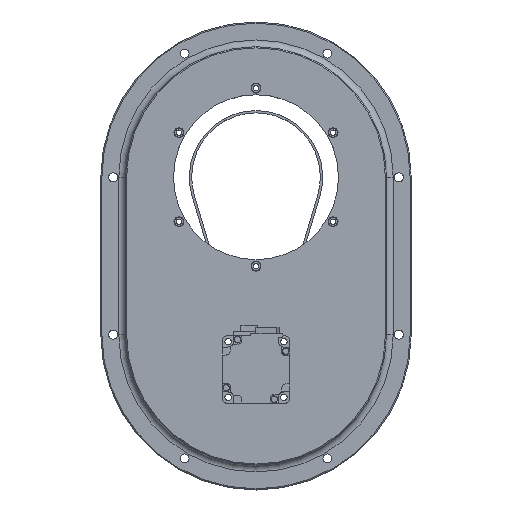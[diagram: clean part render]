
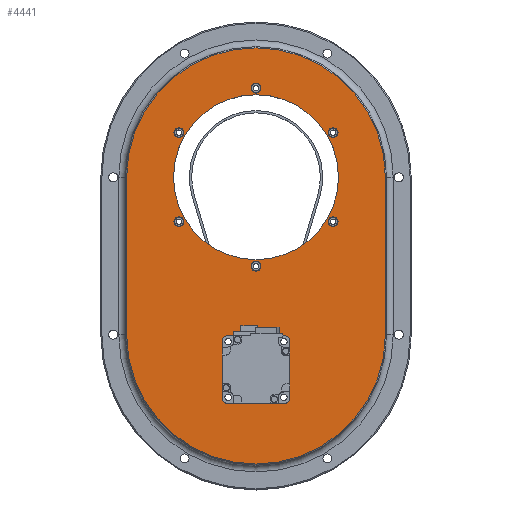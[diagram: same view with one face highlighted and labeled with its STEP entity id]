
A CAD part, top view. The second image highlights one B-rep face of the part: STEP entity #4441.
In plain terms, the highlighted face is planar.
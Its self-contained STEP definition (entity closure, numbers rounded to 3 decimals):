
#76=FACE_BOUND('',#670,.T.);
#77=FACE_BOUND('',#671,.T.);
#78=FACE_BOUND('',#672,.T.);
#79=FACE_BOUND('',#673,.T.);
#80=FACE_BOUND('',#674,.T.);
#81=FACE_BOUND('',#675,.T.);
#82=FACE_BOUND('',#676,.T.);
#83=FACE_BOUND('',#677,.T.);
#84=FACE_BOUND('',#678,.T.);
#85=FACE_BOUND('',#679,.T.);
#86=FACE_BOUND('',#680,.T.);
#87=FACE_BOUND('',#681,.T.);
#274=PLANE('',#4869);
#412=FACE_OUTER_BOUND('',#669,.T.);
#669=EDGE_LOOP('',(#2979,#2980,#2981,#2982));
#670=EDGE_LOOP('',(#2983));
#671=EDGE_LOOP('',(#2984));
#672=EDGE_LOOP('',(#2985));
#673=EDGE_LOOP('',(#2986));
#674=EDGE_LOOP('',(#2987));
#675=EDGE_LOOP('',(#2988));
#676=EDGE_LOOP('',(#2989));
#677=EDGE_LOOP('',(#2990));
#678=EDGE_LOOP('',(#2991));
#679=EDGE_LOOP('',(#2992));
#680=EDGE_LOOP('',(#2993));
#681=EDGE_LOOP('',(#2994));
#1012=CIRCLE('',#4860,115.);
#1014=CIRCLE('',#4864,115.);
#1016=CIRCLE('',#4870,2.4);
#1017=CIRCLE('',#4871,2.4);
#1018=CIRCLE('',#4872,2.4);
#1019=CIRCLE('',#4873,2.4);
#1020=CIRCLE('',#4874,2.4);
#1021=CIRCLE('',#4875,2.4);
#1022=CIRCLE('',#4876,73.3);
#1023=CIRCLE('',#4877,25.);
#1024=CIRCLE('',#4878,3.);
#1025=CIRCLE('',#4879,3.);
#1026=CIRCLE('',#4880,3.);
#1027=CIRCLE('',#4881,3.);
#1277=LINE('',#6804,#1619);
#1280=LINE('',#6813,#1622);
#1619=VECTOR('',#5402,10.);
#1622=VECTOR('',#5413,10.);
#1957=VERTEX_POINT('',#6791);
#1960=VERTEX_POINT('',#6796);
#1961=VERTEX_POINT('',#6800);
#1963=VERTEX_POINT('',#6806);
#1968=VERTEX_POINT('',#6825);
#1969=VERTEX_POINT('',#6827);
#1970=VERTEX_POINT('',#6829);
#1971=VERTEX_POINT('',#6831);
#1972=VERTEX_POINT('',#6833);
#1973=VERTEX_POINT('',#6835);
#1974=VERTEX_POINT('',#6837);
#1975=VERTEX_POINT('',#6839);
#1976=VERTEX_POINT('',#6841);
#1977=VERTEX_POINT('',#6843);
#1978=VERTEX_POINT('',#6845);
#1979=VERTEX_POINT('',#6847);
#2354=EDGE_CURVE('',#1960,#1957,#1012,.T.);
#2357=EDGE_CURVE('',#1957,#1961,#1277,.T.);
#2360=EDGE_CURVE('',#1961,#1963,#1014,.T.);
#2362=EDGE_CURVE('',#1963,#1960,#1280,.T.);
#2368=EDGE_CURVE('',#1968,#1968,#1016,.T.);
#2369=EDGE_CURVE('',#1969,#1969,#1017,.T.);
#2370=EDGE_CURVE('',#1970,#1970,#1018,.T.);
#2371=EDGE_CURVE('',#1971,#1971,#1019,.T.);
#2372=EDGE_CURVE('',#1972,#1972,#1020,.T.);
#2373=EDGE_CURVE('',#1973,#1973,#1021,.T.);
#2374=EDGE_CURVE('',#1974,#1974,#1022,.T.);
#2375=EDGE_CURVE('',#1975,#1975,#1023,.T.);
#2376=EDGE_CURVE('',#1976,#1976,#1024,.T.);
#2377=EDGE_CURVE('',#1977,#1977,#1025,.T.);
#2378=EDGE_CURVE('',#1978,#1978,#1026,.T.);
#2379=EDGE_CURVE('',#1979,#1979,#1027,.T.);
#2979=ORIENTED_EDGE('',*,*,#2354,.F.);
#2980=ORIENTED_EDGE('',*,*,#2362,.F.);
#2981=ORIENTED_EDGE('',*,*,#2360,.F.);
#2982=ORIENTED_EDGE('',*,*,#2357,.F.);
#2983=ORIENTED_EDGE('',*,*,#2368,.F.);
#2984=ORIENTED_EDGE('',*,*,#2369,.F.);
#2985=ORIENTED_EDGE('',*,*,#2370,.F.);
#2986=ORIENTED_EDGE('',*,*,#2371,.F.);
#2987=ORIENTED_EDGE('',*,*,#2372,.F.);
#2988=ORIENTED_EDGE('',*,*,#2373,.F.);
#2989=ORIENTED_EDGE('',*,*,#2374,.F.);
#2990=ORIENTED_EDGE('',*,*,#2375,.F.);
#2991=ORIENTED_EDGE('',*,*,#2376,.F.);
#2992=ORIENTED_EDGE('',*,*,#2377,.F.);
#2993=ORIENTED_EDGE('',*,*,#2378,.F.);
#2994=ORIENTED_EDGE('',*,*,#2379,.F.);
#4441=ADVANCED_FACE('',(#412,#76,#77,#78,#79,#80,#81,#82,#83,#84,#85,#86,
#87),#274,.F.);
#4860=AXIS2_PLACEMENT_3D('',#6798,#5396,#5397);
#4864=AXIS2_PLACEMENT_3D('',#6810,#5408,#5409);
#4869=AXIS2_PLACEMENT_3D('',#6824,#5424,#5425);
#4870=AXIS2_PLACEMENT_3D('',#6826,#5426,#5427);
#4871=AXIS2_PLACEMENT_3D('',#6828,#5428,#5429);
#4872=AXIS2_PLACEMENT_3D('',#6830,#5430,#5431);
#4873=AXIS2_PLACEMENT_3D('',#6832,#5432,#5433);
#4874=AXIS2_PLACEMENT_3D('',#6834,#5434,#5435);
#4875=AXIS2_PLACEMENT_3D('',#6836,#5436,#5437);
#4876=AXIS2_PLACEMENT_3D('',#6838,#5438,#5439);
#4877=AXIS2_PLACEMENT_3D('',#6840,#5440,#5441);
#4878=AXIS2_PLACEMENT_3D('',#6842,#5442,#5443);
#4879=AXIS2_PLACEMENT_3D('',#6844,#5444,#5445);
#4880=AXIS2_PLACEMENT_3D('',#6846,#5446,#5447);
#4881=AXIS2_PLACEMENT_3D('',#6848,#5448,#5449);
#5396=DIRECTION('center_axis',(-1.,0.,0.));
#5397=DIRECTION('ref_axis',(0.,1.,0.));
#5402=DIRECTION('',(0.,0.,1.));
#5408=DIRECTION('center_axis',(-1.,0.,0.));
#5409=DIRECTION('ref_axis',(0.,-1.,0.));
#5413=DIRECTION('',(0.,0.,-1.));
#5424=DIRECTION('center_axis',(-1.,0.,0.));
#5425=DIRECTION('ref_axis',(0.,0.,1.));
#5426=DIRECTION('center_axis',(1.,0.,0.));
#5427=DIRECTION('ref_axis',(0.,0.,-1.));
#5428=DIRECTION('center_axis',(1.,0.,0.));
#5429=DIRECTION('ref_axis',(0.,0.,-1.));
#5430=DIRECTION('center_axis',(1.,0.,0.));
#5431=DIRECTION('ref_axis',(0.,0.,-1.));
#5432=DIRECTION('center_axis',(1.,0.,0.));
#5433=DIRECTION('ref_axis',(0.,0.,-1.));
#5434=DIRECTION('center_axis',(1.,0.,0.));
#5435=DIRECTION('ref_axis',(0.,0.,-1.));
#5436=DIRECTION('center_axis',(1.,0.,0.));
#5437=DIRECTION('ref_axis',(0.,0.,-1.));
#5438=DIRECTION('center_axis',(1.,0.,0.));
#5439=DIRECTION('ref_axis',(0.,0.,-1.));
#5440=DIRECTION('center_axis',(1.,0.,0.));
#5441=DIRECTION('ref_axis',(0.,0.,-1.));
#5442=DIRECTION('center_axis',(1.,0.,0.));
#5443=DIRECTION('ref_axis',(0.,0.,-1.));
#5444=DIRECTION('center_axis',(1.,0.,0.));
#5445=DIRECTION('ref_axis',(0.,0.,-1.));
#5446=DIRECTION('center_axis',(1.,0.,0.));
#5447=DIRECTION('ref_axis',(0.,0.,-1.));
#5448=DIRECTION('center_axis',(1.,0.,0.));
#5449=DIRECTION('ref_axis',(0.,0.,-1.));
#6791=CARTESIAN_POINT('',(-153.5,-115.,-119.7));
#6796=CARTESIAN_POINT('',(-153.5,115.,-119.7));
#6798=CARTESIAN_POINT('Origin',(-153.5,0.,-119.7));
#6800=CARTESIAN_POINT('',(-153.5,-115.,20.3));
#6804=CARTESIAN_POINT('',(-153.5,-115.,-84.7));
#6806=CARTESIAN_POINT('',(-153.5,115.,20.3));
#6810=CARTESIAN_POINT('Origin',(-153.5,0.,20.3));
#6813=CARTESIAN_POINT('',(-153.5,115.,-14.7));
#6824=CARTESIAN_POINT('Origin',(-153.5,0.,-49.7));
#6825=CARTESIAN_POINT('',(-153.5,0.,101.825));
#6826=CARTESIAN_POINT('Origin',(-153.5,0.,99.425));
#6827=CARTESIAN_POINT('',(-153.5,68.524,62.263));
#6828=CARTESIAN_POINT('Origin',(-153.5,68.524,59.863));
#6829=CARTESIAN_POINT('',(-153.5,68.524,-16.863));
#6830=CARTESIAN_POINT('Origin',(-153.5,68.524,-19.263));
#6831=CARTESIAN_POINT('',(-153.5,0.,-56.425));
#6832=CARTESIAN_POINT('Origin',(-153.5,0.,-58.825));
#6833=CARTESIAN_POINT('',(-153.5,-68.524,-16.862));
#6834=CARTESIAN_POINT('Origin',(-153.5,-68.524,-19.262));
#6835=CARTESIAN_POINT('',(-153.5,-68.524,62.263));
#6836=CARTESIAN_POINT('Origin',(-153.5,-68.524,59.863));
#6837=CARTESIAN_POINT('',(-153.5,0.,93.6));
#6838=CARTESIAN_POINT('Origin',(-153.5,0.,20.3));
#6839=CARTESIAN_POINT('',(-153.5,0.,-125.7));
#6840=CARTESIAN_POINT('Origin',(-153.5,0.,-150.7));
#6841=CARTESIAN_POINT('',(-153.5,-24.748,-122.952));
#6842=CARTESIAN_POINT('Origin',(-153.5,-24.748,-125.952));
#6843=CARTESIAN_POINT('',(-153.5,-24.748,-172.449));
#6844=CARTESIAN_POINT('Origin',(-153.5,-24.748,-175.449));
#6845=CARTESIAN_POINT('',(-153.5,24.749,-172.449));
#6846=CARTESIAN_POINT('Origin',(-153.5,24.749,-175.449));
#6847=CARTESIAN_POINT('',(-153.5,24.749,-122.952));
#6848=CARTESIAN_POINT('Origin',(-153.5,24.749,-125.952));
